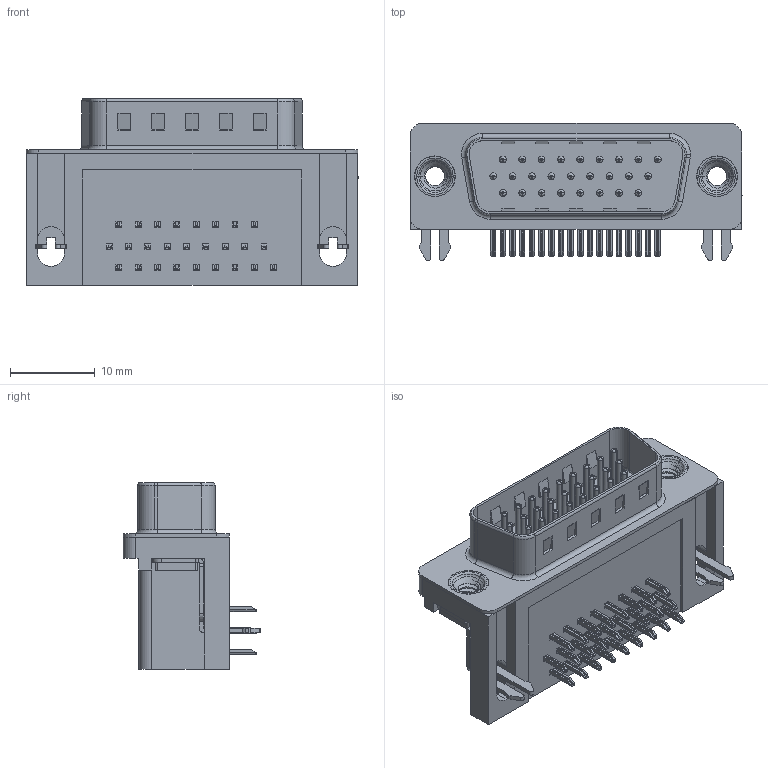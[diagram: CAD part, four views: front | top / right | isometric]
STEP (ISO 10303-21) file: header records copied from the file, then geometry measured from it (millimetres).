
FILE_DESCRIPTION (( 'STEP AP203' ), '1' );
FILE_NAME ('MHHDR-26MNS-A1.STEP', '2025-11-28T16:56:08', ( '' ), ( '' ), 'SwSTEP 2.0', 'SolidWorks 2023', '' );
FILE_SCHEMA (( 'CONFIG_CONTROL_DESIGN' ));
Length unit declared in the file: millimetre
Products named in the file (8): MHHDR-26MNS-A1; MHHDR Shell_26 Contact; MHHDR Contact Middle; MHHDR 2 Prong Board Lock; MHHDR Contact Top; MHHDR 4-40 Threaded Rivet; MHHDR Housing_26 Contact; MHHDR Contact Bottom
Assembly tree (32 placements, depth 2):
  MHHDR-26MNS-A1
    MHHDR Housing_26 Contact
    MHHDR Shell_26 Contact
    MHHDR Contact Bottom  x8
    MHHDR Contact Middle  x9
    MHHDR Contact Top  x9
    MHHDR 2 Prong Board Lock  x2
    MHHDR 4-40 Threaded Rivet  x2
Bounding box: 39.22 x 16.25 x 22 mm (x, y, z)
Volume: 5568.7 mm3; surface area: 7244.3 mm2
Topology: 32 solids, 32 shells, 2344 faces, 5818 edges, 3597 vertices
Faces by surface type: plane 1453, cylinder 686, torus 187, cone 12, bspline 6
Entity records: 24509 total; most frequent: CARTESIAN_POINT 5487, DIRECTION 3724, ORIENTED_EDGE 3562, EDGE_CURVE 1781, AXIS2_PLACEMENT_3D 1246, LINE 1232, VECTOR 1232, VERTEX_POINT 1139
